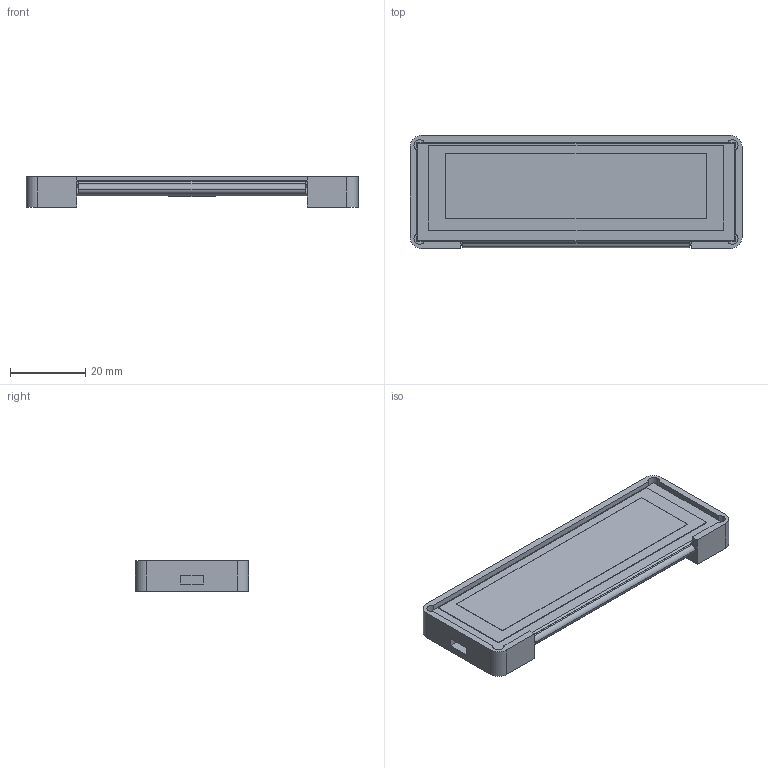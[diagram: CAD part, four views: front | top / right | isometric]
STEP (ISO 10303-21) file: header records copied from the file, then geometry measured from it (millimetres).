
FILE_DESCRIPTION(('FreeCAD Model'),'2;1');
FILE_NAME('Open CASCADE Shape Model','2025-11-28T21:09:43',(''),(''), 'Open CASCADE STEP processor 7.8','FreeCAD','Unknown');
FILE_SCHEMA(('AUTOMOTIVE_DESIGN { 1 0 10303 214 1 1 1 1 }'));
Length unit declared in the file: millimetre
Products named in the file (4): oled_panel_frame; Frame; OLED panel; OLED active area
Assembly tree (3 placements, depth 2):
  oled_panel_frame
    Frame
    OLED panel
    OLED active area
Bounding box: 88 x 30 x 8 mm (x, y, z)
Volume: 12525.1 mm3; surface area: 16171.2 mm2
Topology: 3 solids, 3 shells, 111 faces, 285 edges, 184 vertices
Faces by surface type: plane 81, cylinder 29, bspline 1
Full cylindrical faces by diameter (mm): 3.5 x4
Entity records: 3627 total; most frequent: CARTESIAN_POINT 917, ORIENTED_EDGE 570, DIRECTION 497, EDGE_CURVE 285, VERTEX_POINT 184, AXIS2_PLACEMENT_3D 178, LINE 141, VECTOR 141
